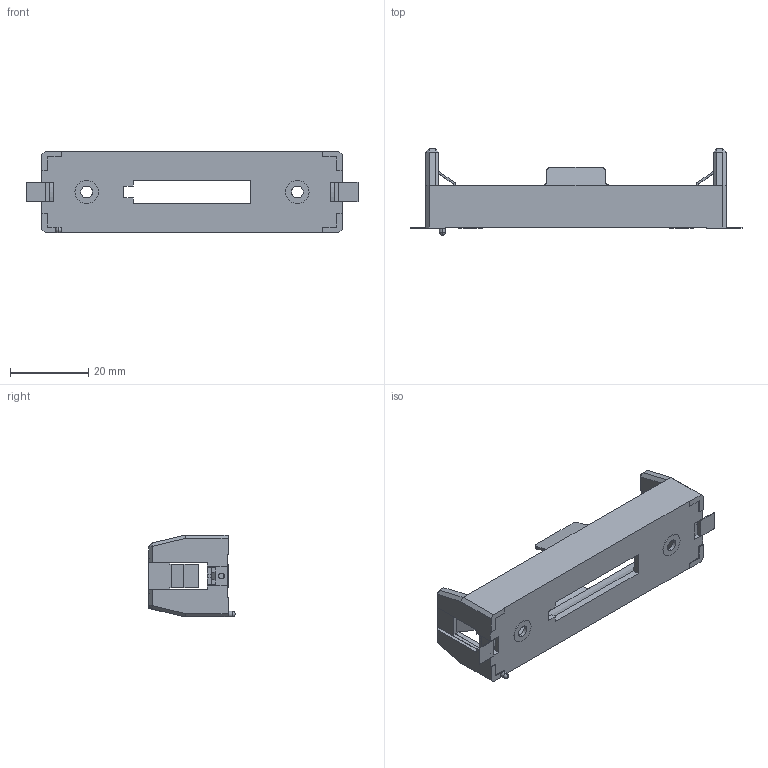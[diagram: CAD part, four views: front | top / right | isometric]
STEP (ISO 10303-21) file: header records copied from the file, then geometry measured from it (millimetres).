
FILE_DESCRIPTION (( 'STEP AP214' ), '1' );
FILE_NAME ('12BHC186P1-GR.STEP', '2021-12-28T05:16:16', ( '' ), ( '' ), 'SwSTEP 2.0', 'SolidWorks 2018', '' );
FILE_SCHEMA (( 'AUTOMOTIVE_DESIGN' ));
Length unit declared in the file: millimetre
Products named in the file (2): 12BHC186P1-GR
Bounding box: 85.1 x 22.1 x 21 mm (x, y, z)
Volume: 7767.7 mm3; surface area: 8225 mm2
Topology: 3 solids, 3 shells, 279 faces, 747 edges, 474 vertices
Faces by surface type: plane 236, cylinder 37, bspline 4, sphere 2
Entity records: 9344 total; most frequent: CARTESIAN_POINT 1756, ORIENTED_EDGE 1486, DIRECTION 1350, EDGE_CURVE 743, VECTOR 642, LINE 642, VERTEX_POINT 472, AXIS2_PLACEMENT_3D 354
